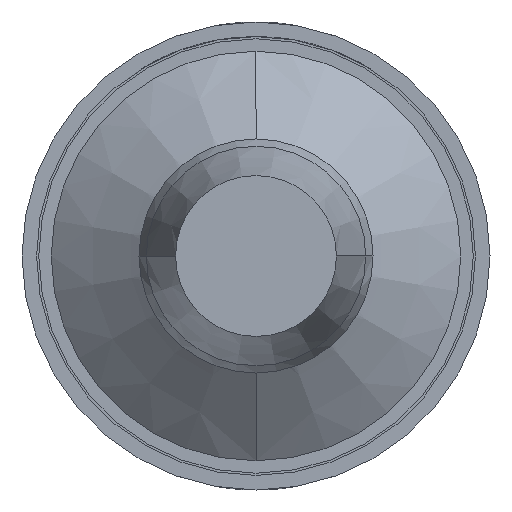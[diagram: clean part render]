
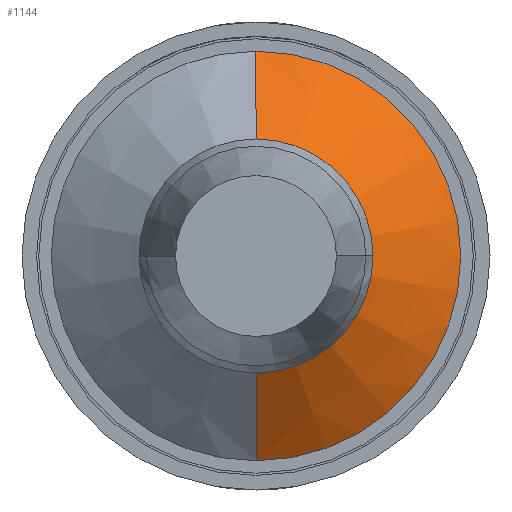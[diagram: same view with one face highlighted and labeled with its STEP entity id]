
A CAD part, front view. The second image highlights one B-rep face of the part: STEP entity #1144.
In plain terms, the highlighted conical face has half-angle 53.13 degrees and reference radius 0.6 mm.
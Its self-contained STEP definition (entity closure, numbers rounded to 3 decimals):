
#176 = CARTESIAN_POINT ( 'NONE',  ( 0., -11.2, 0. ) ) ;
#402 = CIRCLE ( 'NONE', #7697, 0.6 ) ;
#484 = EDGE_LOOP ( 'NONE', ( #1980, #4662, #6380, #3631 ) ) ;
#518 = LINE ( 'NONE', #1678, #5649 ) ;
#787 = LINE ( 'NONE', #7731, #3786 ) ;
#820 = VERTEX_POINT ( 'NONE', #4031 ) ;
#1006 = CARTESIAN_POINT ( 'NONE',  ( 0., -10.6, 1.4 ) ) ;
#1053 = DIRECTION ( 'NONE',  ( 0., 0.6, 0.8 ) ) ;
#1144 = ADVANCED_FACE ( 'Defeature ausgef�hrt1_75', ( #7112 ), #5528, .T. ) ;
#1433 = CIRCLE ( 'NONE', #1466, 1.4 ) ;
#1466 = AXIS2_PLACEMENT_3D ( 'NONE', #2970, #6090, #3627 ) ;
#1678 = CARTESIAN_POINT ( 'NONE',  ( 0., -11.2, -0.6 ) ) ;
#1932 = DIRECTION ( 'NONE',  ( 0., 0., -1. ) ) ;
#1980 = ORIENTED_EDGE ( 'NONE', *, *, #3381, .F. ) ;
#2145 = EDGE_CURVE ( 'Defeature ausgef�hrt1_75+Defeature ausgef�hrt1_74+Defeature ausgef�hrt1_74+Defeature ausgef�hrt1_74', #820, #3811, #402, .T. ) ;
#2485 = CARTESIAN_POINT ( 'NONE',  ( 0., -11.2, 0. ) ) ;
#2970 = CARTESIAN_POINT ( 'NONE',  ( 0., -10.6, 0. ) ) ;
#3381 = EDGE_CURVE ( 'NONE', #820, #7462, #787, .T. ) ;
#3571 = VERTEX_POINT ( 'NONE', #5519 ) ;
#3627 = DIRECTION ( 'NONE',  ( 0., 0., -1. ) ) ;
#3631 = ORIENTED_EDGE ( 'NONE', *, *, #7661, .F. ) ;
#3786 = VECTOR ( 'NONE', #1053, 1000. ) ;
#3811 = VERTEX_POINT ( 'NONE', #4579 ) ;
#3848 = AXIS2_PLACEMENT_3D ( 'NONE', #176, #6796, #6777 ) ;
#4031 = CARTESIAN_POINT ( 'NONE',  ( 0., -11.2, 0.6 ) ) ;
#4579 = CARTESIAN_POINT ( 'NONE',  ( 0., -11.2, -0.6 ) ) ;
#4662 = ORIENTED_EDGE ( 'NONE', *, *, #2145, .T. ) ;
#5519 = CARTESIAN_POINT ( 'NONE',  ( 0., -10.6, -1.4 ) ) ;
#5528 = CONICAL_SURFACE ( 'NONE', #3848, 0.6, 0.927 ) ;
#5649 = VECTOR ( 'NONE', #6324, 1000. ) ;
#6090 = DIRECTION ( 'NONE',  ( 0., 1., 0. ) ) ;
#6324 = DIRECTION ( 'NONE',  ( 0., 0.6, -0.8 ) ) ;
#6380 = ORIENTED_EDGE ( 'NONE', *, *, #6405, .T. ) ;
#6405 = EDGE_CURVE ( 'NONE', #3811, #3571, #518, .T. ) ;
#6733 = DIRECTION ( 'NONE',  ( 0., 1., 0. ) ) ;
#6777 = DIRECTION ( 'NONE',  ( 0., 0., -1. ) ) ;
#6796 = DIRECTION ( 'NONE',  ( 0., 1., 0. ) ) ;
#7112 = FACE_OUTER_BOUND ( 'NONE', #484, .T. ) ;
#7462 = VERTEX_POINT ( 'NONE', #1006 ) ;
#7661 = EDGE_CURVE ( 'Defeature ausgef�hrt1_76+Defeature ausgef�hrt1_75+Defeature ausgef�hrt1_75+Defeature ausgef�hrt1_75', #7462, #3571, #1433, .T. ) ;
#7697 = AXIS2_PLACEMENT_3D ( 'NONE', #2485, #6733, #1932 ) ;
#7731 = CARTESIAN_POINT ( 'NONE',  ( 0., -11.2, 0.6 ) ) ;
